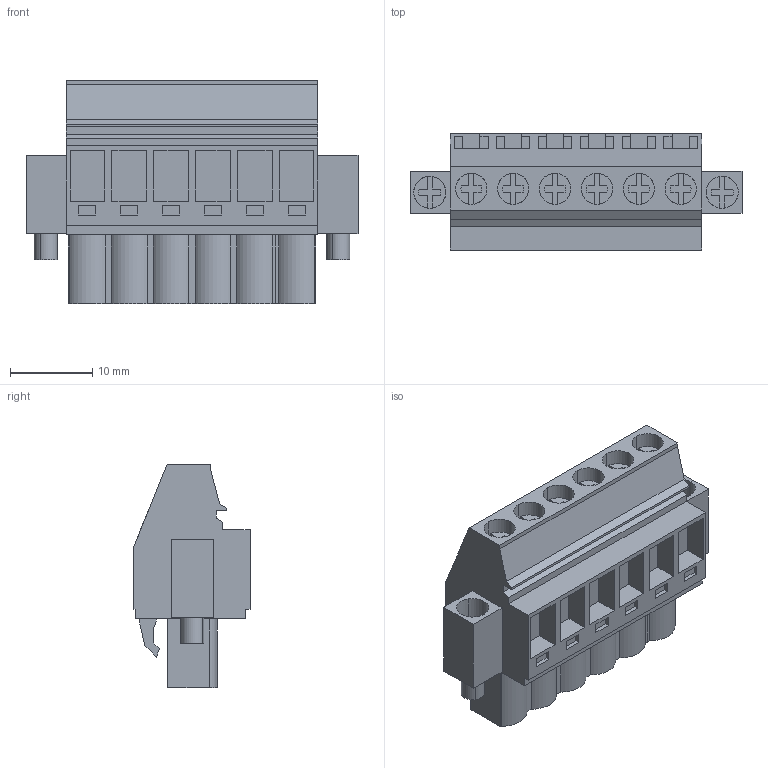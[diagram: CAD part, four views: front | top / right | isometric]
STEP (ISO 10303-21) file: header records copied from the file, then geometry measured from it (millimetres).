
FILE_DESCRIPTION(('CATIA V5 STEP','CAx-IF Rec.Pracs.--- Model Styling and Organization---1.2---2011-12-15'),'2;1');
FILE_NAME ('D1460186_0_1950620000_1950620000.stp','2017-09-09T08:04:45+00:00',('none'),('Weidmueller'),'CATIA Version 5-6 Release 2014','CATIA V5 STEP AP214','none');
FILE_SCHEMA(('AUTOMOTIVE_DESIGN { 1 0 10303 214 1 1 1 1 }'));
Length unit declared in the file: millimetre
Products named in the file (1): 1950620000
Bounding box: 40.28 x 14.1 x 27.1 mm (x, y, z)
Volume: 7346.8 mm3; surface area: 5080.5 mm2
Topology: 9 solids, 9 shells, 470 faces, 1290 edges, 869 vertices
Faces by surface type: plane 396, cylinder 72, extrusion 2
Entity records: 13851 total; most frequent: ORIENTED_EDGE 2580, CARTESIAN_POINT 2489, DIRECTION 1894, EDGE_CURVE 1290, VECTOR 1112, LINE 1110, VERTEX_POINT 869, EDGE_LOOP 507
